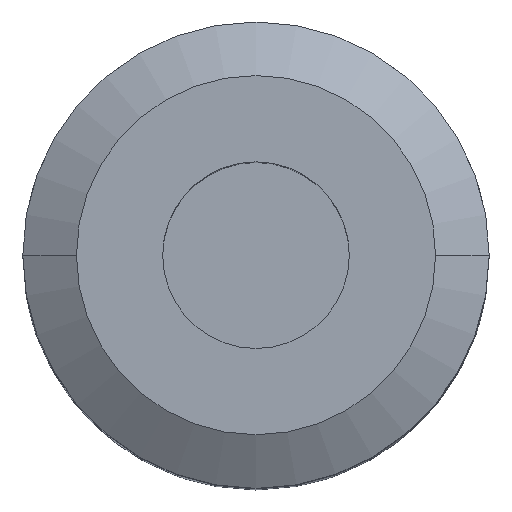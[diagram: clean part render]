
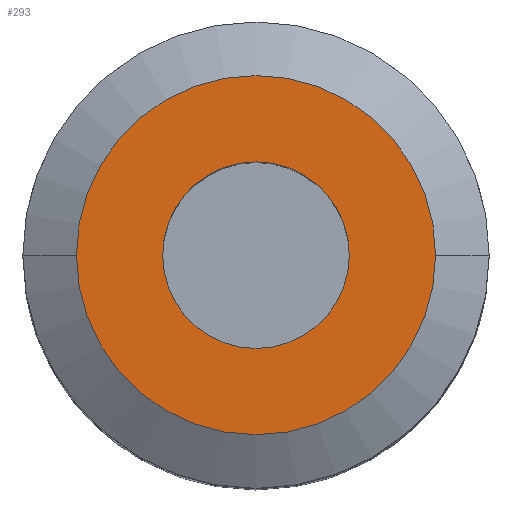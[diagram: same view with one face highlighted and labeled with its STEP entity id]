
A CAD part, top view. The second image highlights one B-rep face of the part: STEP entity #293.
In plain terms, the highlighted planar face has unit normal (0, 0, 1).
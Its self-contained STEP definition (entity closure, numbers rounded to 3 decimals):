
#243 = EDGE_CURVE ( 'NONE', #4444, #4715, #516, .T. ) ;
#293 = ADVANCED_FACE ( 'NONE', ( #2236, #1372 ), #1410, .T. ) ;
#516 = CIRCLE ( 'NONE', #3581, 19.25 ) ;
#722 = CARTESIAN_POINT ( 'NONE',  ( 0., 0., 100. ) ) ;
#725 = EDGE_CURVE ( 'NONE', #4715, #4444, #3262, .T. ) ;
#848 = CARTESIAN_POINT ( 'NONE',  ( 0., 0., 100. ) ) ;
#1058 = ORIENTED_EDGE ( 'NONE', *, *, #725, .F. ) ;
#1209 = DIRECTION ( 'NONE',  ( -1., 0., 0. ) ) ;
#1253 = CARTESIAN_POINT ( 'NONE',  ( 19.25, 0., 100. ) ) ;
#1313 = AXIS2_PLACEMENT_3D ( 'NONE', #3923, #1734, #4292 ) ;
#1372 = FACE_OUTER_BOUND ( 'NONE', #1403, .T. ) ;
#1403 = EDGE_LOOP ( 'NONE', ( #1058, #3394 ) ) ;
#1410 = PLANE ( 'NONE',  #2020 ) ;
#1424 = DIRECTION ( 'NONE',  ( 0., 0., -1. ) ) ;
#1734 = DIRECTION ( 'NONE',  ( 0., 0., -1. ) ) ;
#1837 = VERTEX_POINT ( 'NONE', #1961 ) ;
#1961 = CARTESIAN_POINT ( 'NONE',  ( -10., 0., 100. ) ) ;
#2020 = AXIS2_PLACEMENT_3D ( 'NONE', #3941, #2513, #4727 ) ;
#2136 = DIRECTION ( 'NONE',  ( 0., 0., -1. ) ) ;
#2137 = EDGE_CURVE ( 'NONE', #2225, #1837, #4099, .T. ) ;
#2225 = VERTEX_POINT ( 'NONE', #3590 ) ;
#2236 = FACE_BOUND ( 'NONE', #3718, .T. ) ;
#2315 = CARTESIAN_POINT ( 'NONE',  ( -19.25, 0., 100. ) ) ;
#2513 = DIRECTION ( 'NONE',  ( 0., 0., 1. ) ) ;
#2552 = CIRCLE ( 'NONE', #3360, 10. ) ;
#2686 = EDGE_CURVE ( 'NONE', #1837, #2225, #2552, .T. ) ;
#2764 = ORIENTED_EDGE ( 'NONE', *, *, #2137, .T. ) ;
#3229 = ORIENTED_EDGE ( 'NONE', *, *, #2686, .T. ) ;
#3262 = CIRCLE ( 'NONE', #4198, 19.25 ) ;
#3360 = AXIS2_PLACEMENT_3D ( 'NONE', #848, #3400, #1209 ) ;
#3394 = ORIENTED_EDGE ( 'NONE', *, *, #243, .F. ) ;
#3400 = DIRECTION ( 'NONE',  ( 0., 0., -1. ) ) ;
#3574 = DIRECTION ( 'NONE',  ( -1., 0., 0. ) ) ;
#3581 = AXIS2_PLACEMENT_3D ( 'NONE', #722, #2136, #3574 ) ;
#3590 = CARTESIAN_POINT ( 'NONE',  ( 10., 0., 100. ) ) ;
#3626 = DIRECTION ( 'NONE',  ( -1., 0., 0. ) ) ;
#3718 = EDGE_LOOP ( 'NONE', ( #3229, #2764 ) ) ;
#3923 = CARTESIAN_POINT ( 'NONE',  ( 0., 0., 100. ) ) ;
#3941 = CARTESIAN_POINT ( 'NONE',  ( 0., 19.25, 100. ) ) ;
#3995 = CARTESIAN_POINT ( 'NONE',  ( 0., 0., 100. ) ) ;
#4099 = CIRCLE ( 'NONE', #1313, 10. ) ;
#4198 = AXIS2_PLACEMENT_3D ( 'NONE', #3995, #1424, #3626 ) ;
#4292 = DIRECTION ( 'NONE',  ( -1., 0., 0. ) ) ;
#4444 = VERTEX_POINT ( 'NONE', #1253 ) ;
#4715 = VERTEX_POINT ( 'NONE', #2315 ) ;
#4727 = DIRECTION ( 'NONE',  ( 1., 0., 0. ) ) ;
